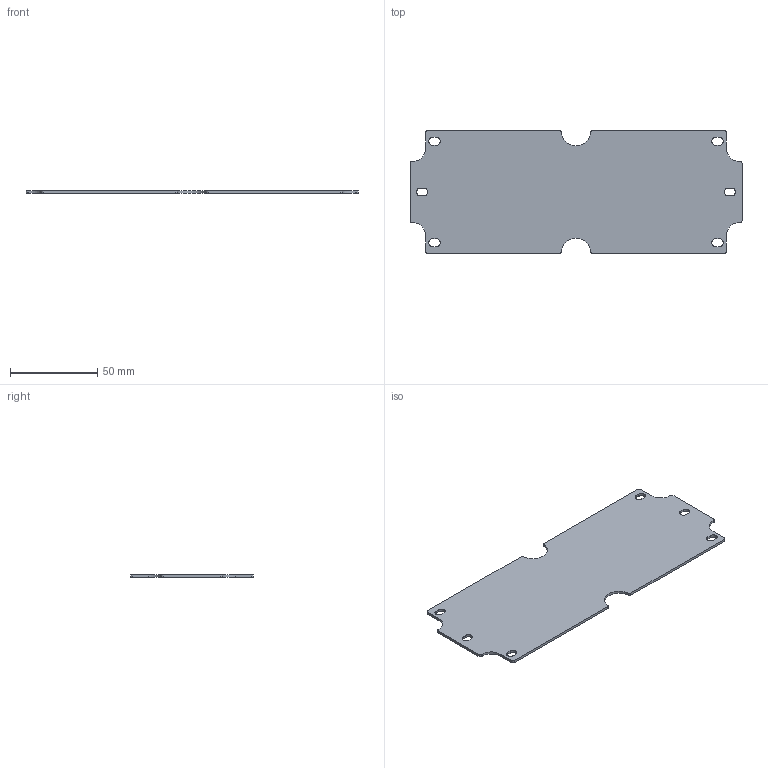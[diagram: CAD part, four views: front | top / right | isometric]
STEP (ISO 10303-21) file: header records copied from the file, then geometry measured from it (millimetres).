
FILE_DESCRIPTION(/* description */ (''),/* implementation_level */ '2;1');
FILE_NAME(/* name */ '0312104000 - Mo-Platte MBM-MBT 2080xx.stp',/* time_stamp */ '2017-01-03T14:46:01+01:00',/* author */ ('robin.rentz'),/* organization */ (''),/* preprocessor_version */ 'ST-DEVELOPER v16.5',/* originating_system */ 'Autodesk Inventor 2017',/* authorisation */ '');
FILE_SCHEMA (('AUTOMOTIVE_DESIGN { 1 0 10303 214 3 1 1 }'));
Length unit declared in the file: millimetre
Products named in the file (1): 0312104000 - Mo-Platte MBM-MBT 2080xx
Bounding box: 190 x 70 x 1.5 mm (x, y, z)
Volume: 18509.2 mm3; surface area: 25624.5 mm2
Topology: 1 solids, 1 shells, 58 faces, 168 edges, 112 vertices
Faces by surface type: cylinder 30, plane 28
Entity records: 1986 total; most frequent: DIRECTION 346, CARTESIAN_POINT 339, ORIENTED_EDGE 336, EDGE_CURVE 168, AXIS2_PLACEMENT_3D 119, VERTEX_POINT 112, LINE 108, VECTOR 108
